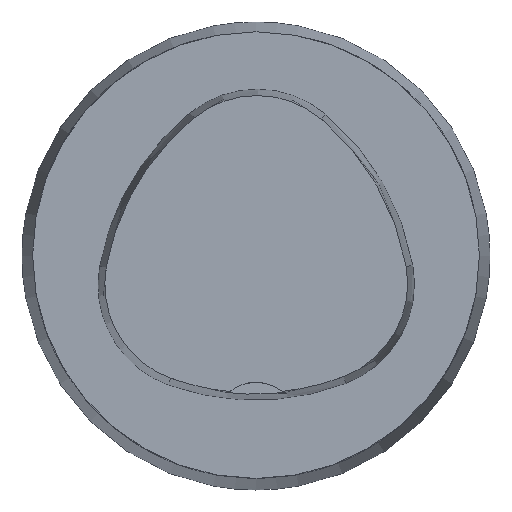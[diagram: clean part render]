
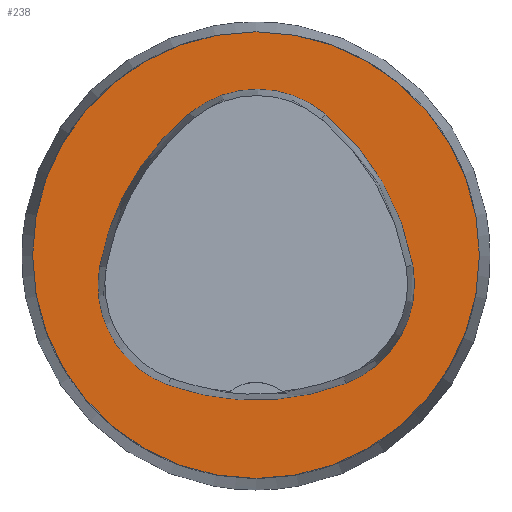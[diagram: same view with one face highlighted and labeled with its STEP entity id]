
A CAD part, top view. The second image highlights one B-rep face of the part: STEP entity #238.
In plain terms, the highlighted planar face has unit normal (0, 0, 1).
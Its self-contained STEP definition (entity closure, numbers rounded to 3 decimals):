
#172=PLANE('',#814);
#238=ADVANCED_FACE('',(#290,#291),#172,.T.);
#290=FACE_BOUND('',#346,.T.);
#291=FACE_BOUND('',#347,.T.);
#346=EDGE_LOOP('',(#432,#433,#434,#435,#436,#437));
#347=EDGE_LOOP('',(#438));
#432=ORIENTED_EDGE('',*,*,#594,.T.);
#433=ORIENTED_EDGE('',*,*,#595,.T.);
#434=ORIENTED_EDGE('',*,*,#596,.T.);
#435=ORIENTED_EDGE('',*,*,#597,.T.);
#436=ORIENTED_EDGE('',*,*,#598,.T.);
#437=ORIENTED_EDGE('',*,*,#599,.T.);
#438=ORIENTED_EDGE('',*,*,#600,.F.);
#533=VERTEX_POINT('',#1185);
#534=VERTEX_POINT('',#1186);
#535=VERTEX_POINT('',#1188);
#536=VERTEX_POINT('',#1190);
#537=VERTEX_POINT('',#1192);
#538=VERTEX_POINT('',#1194);
#539=VERTEX_POINT('',#1197);
#594=EDGE_CURVE('',#533,#534,#634,.T.);
#595=EDGE_CURVE('',#534,#535,#635,.T.);
#596=EDGE_CURVE('',#535,#536,#636,.T.);
#597=EDGE_CURVE('',#536,#537,#637,.T.);
#598=EDGE_CURVE('',#537,#538,#638,.T.);
#599=EDGE_CURVE('',#538,#533,#639,.T.);
#600=EDGE_CURVE('',#539,#539,#640,.T.);
#634=CIRCLE('',#807,15.);
#635=CIRCLE('',#808,36.);
#636=CIRCLE('',#809,15.);
#637=CIRCLE('',#810,36.);
#638=CIRCLE('',#811,15.);
#639=CIRCLE('',#812,36.);
#640=CIRCLE('',#813,31.5);
#807=AXIS2_PLACEMENT_3D('',#1184,#980,#981);
#808=AXIS2_PLACEMENT_3D('',#1187,#982,#983);
#809=AXIS2_PLACEMENT_3D('',#1189,#984,#985);
#810=AXIS2_PLACEMENT_3D('',#1191,#986,#987);
#811=AXIS2_PLACEMENT_3D('',#1193,#988,#989);
#812=AXIS2_PLACEMENT_3D('',#1195,#990,#991);
#813=AXIS2_PLACEMENT_3D('',#1196,#992,#993);
#814=AXIS2_PLACEMENT_3D('',#1198,#994,#995);
#980=DIRECTION('',(0.,0.,-1.));
#981=DIRECTION('',(-1.,0.,0.));
#982=DIRECTION('',(0.,0.,-1.));
#983=DIRECTION('',(-1.,0.,0.));
#984=DIRECTION('',(0.,0.,-1.));
#985=DIRECTION('',(-1.,0.,0.));
#986=DIRECTION('',(0.,0.,-1.));
#987=DIRECTION('',(-1.,0.,0.));
#988=DIRECTION('',(0.,0.,-1.));
#989=DIRECTION('',(-1.,0.,0.));
#990=DIRECTION('',(0.,0.,-1.));
#991=DIRECTION('',(-1.,0.,0.));
#992=DIRECTION('',(0.,0.,-1.));
#993=DIRECTION('',(-1.,0.,0.));
#994=DIRECTION('',(0.,0.,1.));
#995=DIRECTION('',(1.,0.,0.));
#1184=CARTESIAN_POINT('',(-7.275,-4.2,0.));
#1185=CARTESIAN_POINT('',(-12.373,-18.307,0.));
#1186=CARTESIAN_POINT('',(-22.041,-1.562,0.));
#1187=CARTESIAN_POINT('',(13.398,-7.893,0.));
#1188=CARTESIAN_POINT('',(-9.317,20.036,0.));
#1189=CARTESIAN_POINT('',(0.148,8.399,0.));
#1190=CARTESIAN_POINT('',(9.779,19.898,0.));
#1191=CARTESIAN_POINT('',(-13.337,-7.7,0.));
#1192=CARTESIAN_POINT('',(22.122,-1.48,0.));
#1193=CARTESIAN_POINT('',(7.347,-4.071,0.));
#1194=CARTESIAN_POINT('',(12.693,-18.087,0.));
#1195=CARTESIAN_POINT('',(-0.137,15.55,0.));
#1196=CARTESIAN_POINT('',(0.,0.,0.));
#1197=CARTESIAN_POINT('',(-31.5,0.,0.));
#1198=CARTESIAN_POINT('',(0.,0.,0.));
